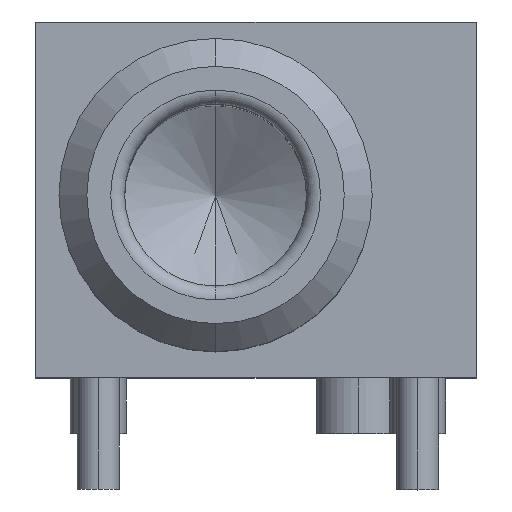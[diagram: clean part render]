
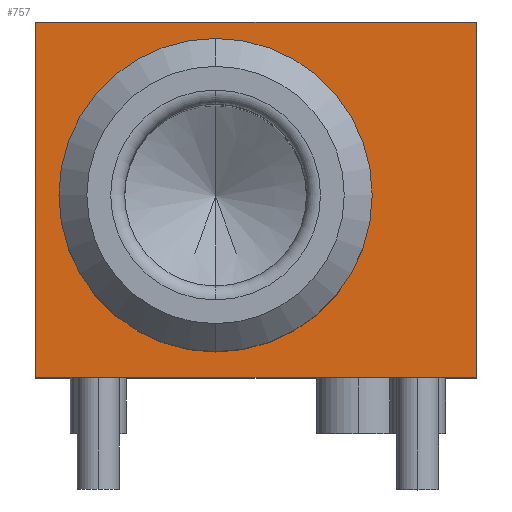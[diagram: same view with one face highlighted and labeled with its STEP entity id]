
A CAD part, top view. The second image highlights one B-rep face of the part: STEP entity #757.
In plain terms, the highlighted planar face has unit normal (0, 0, 1).
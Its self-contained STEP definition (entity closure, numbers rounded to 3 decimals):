
#216=DIRECTION('',(0.,1.,0.));
#217=VECTOR('',#216,12.7);
#218=CARTESIAN_POINT('',(9.32,0.,0.));
#219=LINE('',#218,#217);
#220=DIRECTION('',(1.,0.,0.));
#221=VECTOR('',#220,15.75);
#222=CARTESIAN_POINT('',(-6.43,0.,0.));
#223=LINE('',#222,#221);
#224=DIRECTION('',(0.,-1.,0.));
#225=VECTOR('',#224,12.7);
#226=CARTESIAN_POINT('',(-6.43,12.7,0.));
#227=LINE('',#226,#225);
#228=DIRECTION('',(-1.,0.,0.));
#229=VECTOR('',#228,15.75);
#230=CARTESIAN_POINT('',(9.32,12.7,0.));
#231=LINE('',#230,#229);
#232=CARTESIAN_POINT('',(0.,6.5,0.));
#233=DIRECTION('',(0.,0.,-1.));
#234=DIRECTION('',(0.,1.,0.));
#235=AXIS2_PLACEMENT_3D('',#232,#233,#234);
#237=CARTESIAN_POINT('',(0.,6.5,0.));
#238=DIRECTION('',(0.,0.,-1.));
#239=DIRECTION('',(0.,-1.,0.));
#240=AXIS2_PLACEMENT_3D('',#237,#238,#239);
#618=CARTESIAN_POINT('',(9.32,0.,0.));
#619=CARTESIAN_POINT('',(9.32,12.7,0.));
#620=VERTEX_POINT('',#618);
#621=VERTEX_POINT('',#619);
#622=CARTESIAN_POINT('',(-6.43,12.7,0.));
#623=CARTESIAN_POINT('',(-6.43,0.,0.));
#624=VERTEX_POINT('',#622);
#625=VERTEX_POINT('',#623);
#682=CARTESIAN_POINT('',(0.,12.1,0.));
#683=CARTESIAN_POINT('',(0.,0.9,0.));
#684=VERTEX_POINT('',#682);
#685=VERTEX_POINT('',#683);
#736=CARTESIAN_POINT('',(0.,0.,0.));
#737=DIRECTION('',(0.,0.,1.));
#738=DIRECTION('',(1.,0.,0.));
#739=AXIS2_PLACEMENT_3D('',#736,#737,#738);
#740=PLANE('',#739);
#742=ORIENTED_EDGE('',*,*,#741,.F.);
#744=ORIENTED_EDGE('',*,*,#743,.F.);
#746=ORIENTED_EDGE('',*,*,#745,.F.);
#748=ORIENTED_EDGE('',*,*,#747,.F.);
#749=EDGE_LOOP('',(#742,#744,#746,#748));
#750=FACE_OUTER_BOUND('',#749,.F.);
#752=ORIENTED_EDGE('',*,*,#751,.F.);
#754=ORIENTED_EDGE('',*,*,#753,.F.);
#755=EDGE_LOOP('',(#752,#754));
#756=FACE_BOUND('',#755,.F.);
#236=CIRCLE('',#235,5.6);
#241=CIRCLE('',#240,5.6);
#741=EDGE_CURVE('',#620,#621,#219,.T.);
#743=EDGE_CURVE('',#625,#620,#223,.T.);
#745=EDGE_CURVE('',#624,#625,#227,.T.);
#747=EDGE_CURVE('',#621,#624,#231,.T.);
#751=EDGE_CURVE('',#684,#685,#236,.T.);
#753=EDGE_CURVE('',#685,#684,#241,.T.);
#757=ADVANCED_FACE('',(#750,#756),#740,.T.);
